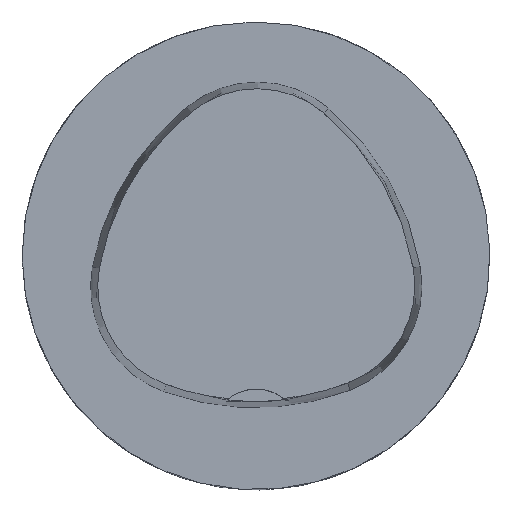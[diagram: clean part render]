
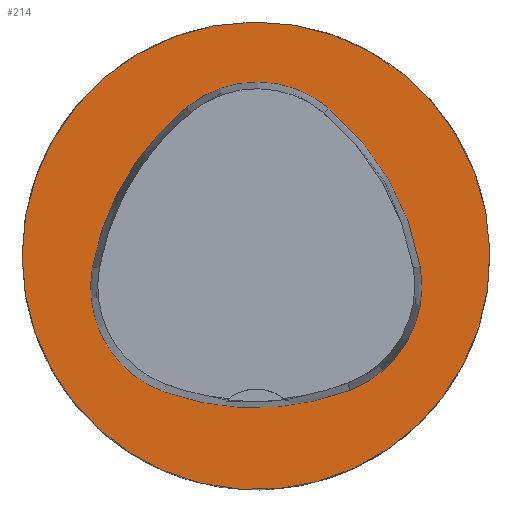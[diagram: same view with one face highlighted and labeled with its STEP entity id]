
A CAD part, top view. The second image highlights one B-rep face of the part: STEP entity #214.
In plain terms, the highlighted planar face has unit normal (0, 0, 1).
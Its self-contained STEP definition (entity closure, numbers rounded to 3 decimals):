
#124=FACE_BOUND('',#346,.T.);
#125=FACE_BOUND('',#347,.T.);
#143=PLANE('',#1196);
#214=ADVANCED_FACE('',(#124,#125),#143,.T.);
#346=EDGE_LOOP('',(#573,#574,#575,#576,#577,#578));
#347=EDGE_LOOP('',(#579));
#407=CIRCLE('',#1168,31.5);
#408=CIRCLE('',#1174,36.);
#410=CIRCLE('',#1177,15.);
#412=CIRCLE('',#1180,36.);
#414=CIRCLE('',#1183,15.);
#418=CIRCLE('',#1188,36.);
#420=CIRCLE('',#1191,15.);
#573=ORIENTED_EDGE('',*,*,#885,.T.);
#574=ORIENTED_EDGE('',*,*,#865,.T.);
#575=ORIENTED_EDGE('',*,*,#869,.T.);
#576=ORIENTED_EDGE('',*,*,#872,.T.);
#577=ORIENTED_EDGE('',*,*,#875,.T.);
#578=ORIENTED_EDGE('',*,*,#883,.T.);
#579=ORIENTED_EDGE('',*,*,#856,.F.);
#752=VERTEX_POINT('',#1772);
#761=VERTEX_POINT('',#1791);
#762=VERTEX_POINT('',#1792);
#765=VERTEX_POINT('',#1800);
#767=VERTEX_POINT('',#1806);
#769=VERTEX_POINT('',#1812);
#776=VERTEX_POINT('',#1833);
#856=EDGE_CURVE('',#752,#752,#407,.T.);
#865=EDGE_CURVE('',#761,#762,#408,.T.);
#869=EDGE_CURVE('',#762,#765,#410,.T.);
#872=EDGE_CURVE('',#765,#767,#412,.T.);
#875=EDGE_CURVE('',#767,#769,#414,.T.);
#883=EDGE_CURVE('',#769,#776,#418,.T.);
#885=EDGE_CURVE('',#776,#761,#420,.T.);
#1168=AXIS2_PLACEMENT_3D('',#1771,#1366,#1367);
#1174=AXIS2_PLACEMENT_3D('',#1790,#1382,#1383);
#1177=AXIS2_PLACEMENT_3D('',#1799,#1390,#1391);
#1180=AXIS2_PLACEMENT_3D('',#1805,#1397,#1398);
#1183=AXIS2_PLACEMENT_3D('',#1811,#1404,#1405);
#1188=AXIS2_PLACEMENT_3D('',#1834,#1416,#1417);
#1191=AXIS2_PLACEMENT_3D('',#1837,#1422,#1423);
#1196=AXIS2_PLACEMENT_3D('',#1842,#1432,#1433);
#1366=DIRECTION('',(0.,0.,-1.));
#1367=DIRECTION('',(-1.,0.,0.));
#1382=DIRECTION('',(0.,0.,-1.));
#1383=DIRECTION('',(-1.,0.,0.));
#1390=DIRECTION('',(0.,0.,-1.));
#1391=DIRECTION('',(-1.,0.,0.));
#1397=DIRECTION('',(0.,0.,-1.));
#1398=DIRECTION('',(-1.,0.,0.));
#1404=DIRECTION('',(0.,0.,-1.));
#1405=DIRECTION('',(-1.,0.,0.));
#1416=DIRECTION('',(0.,0.,-1.));
#1417=DIRECTION('',(-1.,0.,0.));
#1422=DIRECTION('',(0.,0.,-1.));
#1423=DIRECTION('',(-1.,0.,0.));
#1432=DIRECTION('',(0.,0.,1.));
#1433=DIRECTION('',(-1.,0.,0.));
#1771=CARTESIAN_POINT('',(0.,0.,
0.));
#1772=CARTESIAN_POINT('',(-31.5,0.,0.));
#1790=CARTESIAN_POINT('',(13.398,-7.893,0.));
#1791=CARTESIAN_POINT('',(-22.041,-1.562,0.));
#1792=CARTESIAN_POINT('',(-9.317,20.036,0.));
#1799=CARTESIAN_POINT('',(0.148,8.399,0.));
#1800=CARTESIAN_POINT('',(9.779,19.898,0.));
#1805=CARTESIAN_POINT('',(-13.337,-7.7,0.));
#1806=CARTESIAN_POINT('',(22.122,-1.48,0.));
#1811=CARTESIAN_POINT('',(7.347,-4.071,0.));
#1812=CARTESIAN_POINT('',(12.693,-18.087,0.));
#1833=CARTESIAN_POINT('',(-12.373,-18.307,0.));
#1834=CARTESIAN_POINT('',(-0.137,15.55,0.));
#1837=CARTESIAN_POINT('',(-7.275,-4.2,0.));
#1842=CARTESIAN_POINT('',(0.,0.,
0.));
